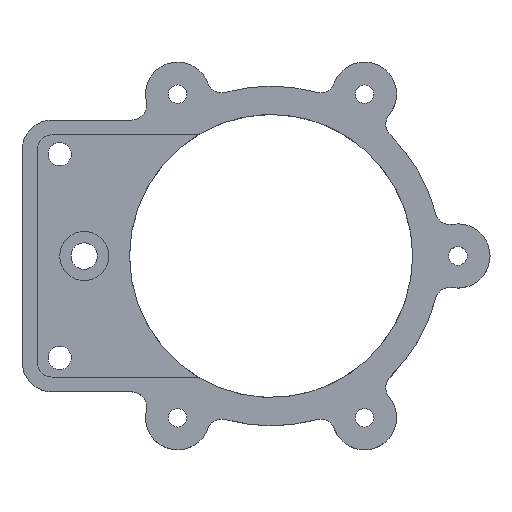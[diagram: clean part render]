
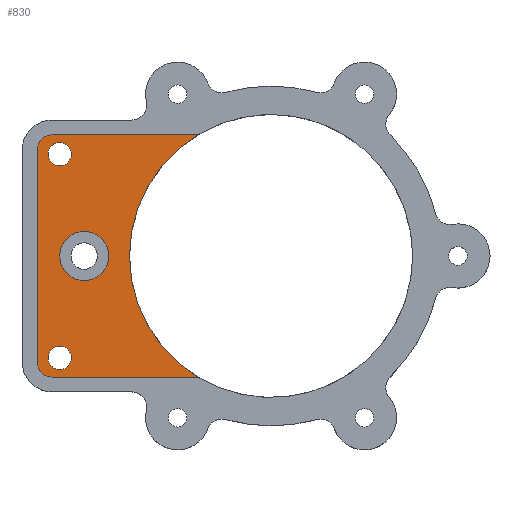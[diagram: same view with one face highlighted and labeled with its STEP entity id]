
A CAD part, top view. The second image highlights one B-rep face of the part: STEP entity #830.
In plain terms, the highlighted planar face has unit normal (0, 0, 1).
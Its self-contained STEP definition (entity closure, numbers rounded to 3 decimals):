
#22=FACE_BOUND('',#131,.T.);
#23=FACE_BOUND('',#132,.T.);
#24=FACE_BOUND('',#133,.T.);
#41=PLANE('',#959);
#80=FACE_OUTER_BOUND('',#130,.T.);
#130=EDGE_LOOP('',(#695,#696,#697,#698,#699,#700));
#131=EDGE_LOOP('',(#701));
#132=EDGE_LOOP('',(#702));
#133=EDGE_LOOP('',(#703));
#165=LINE('',#1348,#217);
#168=LINE('',#1356,#220);
#195=LINE('',#1470,#247);
#217=VECTOR('',#1069,10.);
#220=VECTOR('',#1078,10.);
#247=VECTOR('',#1217,10.);
#285=CIRCLE('',#898,2.);
#286=CIRCLE('',#901,2.);
#305=CIRCLE('',#939,3.25);
#307=CIRCLE('',#943,1.55);
#309=CIRCLE('',#946,1.55);
#316=CIRCLE('',#960,18.75);
#362=VERTEX_POINT('',#1340);
#363=VERTEX_POINT('',#1341);
#364=VERTEX_POINT('',#1346);
#365=VERTEX_POINT('',#1350);
#366=VERTEX_POINT('',#1354);
#386=VERTEX_POINT('',#1429);
#388=VERTEX_POINT('',#1437);
#390=VERTEX_POINT('',#1443);
#397=VERTEX_POINT('',#1469);
#446=EDGE_CURVE('',#362,#363,#285,.T.);
#450=EDGE_CURVE('',#364,#363,#165,.T.);
#451=EDGE_CURVE('',#364,#365,#286,.T.);
#454=EDGE_CURVE('',#366,#365,#168,.T.);
#490=EDGE_CURVE('',#386,#386,#305,.T.);
#494=EDGE_CURVE('',#388,#388,#307,.T.);
#497=EDGE_CURVE('',#390,#390,#309,.T.);
#510=EDGE_CURVE('',#362,#397,#195,.T.);
#512=EDGE_CURVE('',#397,#366,#316,.T.);
#695=ORIENTED_EDGE('',*,*,#446,.T.);
#696=ORIENTED_EDGE('',*,*,#450,.F.);
#697=ORIENTED_EDGE('',*,*,#451,.T.);
#698=ORIENTED_EDGE('',*,*,#454,.F.);
#699=ORIENTED_EDGE('',*,*,#512,.F.);
#700=ORIENTED_EDGE('',*,*,#510,.F.);
#701=ORIENTED_EDGE('',*,*,#490,.T.);
#702=ORIENTED_EDGE('',*,*,#494,.T.);
#703=ORIENTED_EDGE('',*,*,#497,.T.);
#830=ADVANCED_FACE('',(#80,#22,#23,#24),#41,.T.);
#898=AXIS2_PLACEMENT_3D('',#1342,#1062,#1063);
#901=AXIS2_PLACEMENT_3D('',#1351,#1072,#1073);
#939=AXIS2_PLACEMENT_3D('',#1430,#1168,#1169);
#943=AXIS2_PLACEMENT_3D('',#1438,#1178,#1179);
#946=AXIS2_PLACEMENT_3D('',#1444,#1185,#1186);
#959=AXIS2_PLACEMENT_3D('',#1472,#1219,#1220);
#960=AXIS2_PLACEMENT_3D('',#1473,#1221,#1222);
#1062=DIRECTION('center_axis',(0.,0.,1.));
#1063=DIRECTION('ref_axis',(-0.707,0.707,0.));
#1069=DIRECTION('',(0.,1.,0.));
#1072=DIRECTION('center_axis',(0.,0.,1.));
#1073=DIRECTION('ref_axis',(-0.707,-0.707,0.));
#1078=DIRECTION('',(-1.,0.,0.));
#1168=DIRECTION('center_axis',(0.,0.,-1.));
#1169=DIRECTION('ref_axis',(1.,0.,0.));
#1178=DIRECTION('center_axis',(0.,0.,-1.));
#1179=DIRECTION('ref_axis',(1.,0.,0.));
#1185=DIRECTION('center_axis',(0.,0.,-1.));
#1186=DIRECTION('ref_axis',(1.,0.,0.));
#1217=DIRECTION('',(1.,0.,0.));
#1219=DIRECTION('center_axis',(0.,0.,1.));
#1220=DIRECTION('ref_axis',(1.,0.,0.));
#1221=DIRECTION('center_axis',(0.,0.,1.));
#1222=DIRECTION('ref_axis',(-1.,0.,0.));
#1340=CARTESIAN_POINT('',(-29.,16.05,-2.5));
#1341=CARTESIAN_POINT('',(-31.,14.05,-2.5));
#1342=CARTESIAN_POINT('Origin',(-29.,14.05,-2.5));
#1346=CARTESIAN_POINT('',(-31.,-14.05,-2.5));
#1348=CARTESIAN_POINT('',(-31.,16.05,-2.5));
#1350=CARTESIAN_POINT('',(-29.,-16.05,-2.5));
#1351=CARTESIAN_POINT('Origin',(-29.,-14.05,-2.5));
#1354=CARTESIAN_POINT('',(-9.693,-16.05,-2.5));
#1356=CARTESIAN_POINT('',(-31.,-16.05,-2.5));
#1429=CARTESIAN_POINT('',(-28.,0.,-2.5));
#1430=CARTESIAN_POINT('Origin',(-24.75,0.,-2.5));
#1437=CARTESIAN_POINT('',(-29.55,-13.5,-2.5));
#1438=CARTESIAN_POINT('Origin',(-28.,-13.5,-2.5));
#1443=CARTESIAN_POINT('',(-29.55,13.5,-2.5));
#1444=CARTESIAN_POINT('Origin',(-28.,13.5,-2.5));
#1469=CARTESIAN_POINT('',(-9.693,16.05,-2.5));
#1470=CARTESIAN_POINT('',(-9.693,16.05,-2.5));
#1472=CARTESIAN_POINT('Origin',(-20.347,0.,
-2.5));
#1473=CARTESIAN_POINT('Origin',(0.,0.,-2.5));
